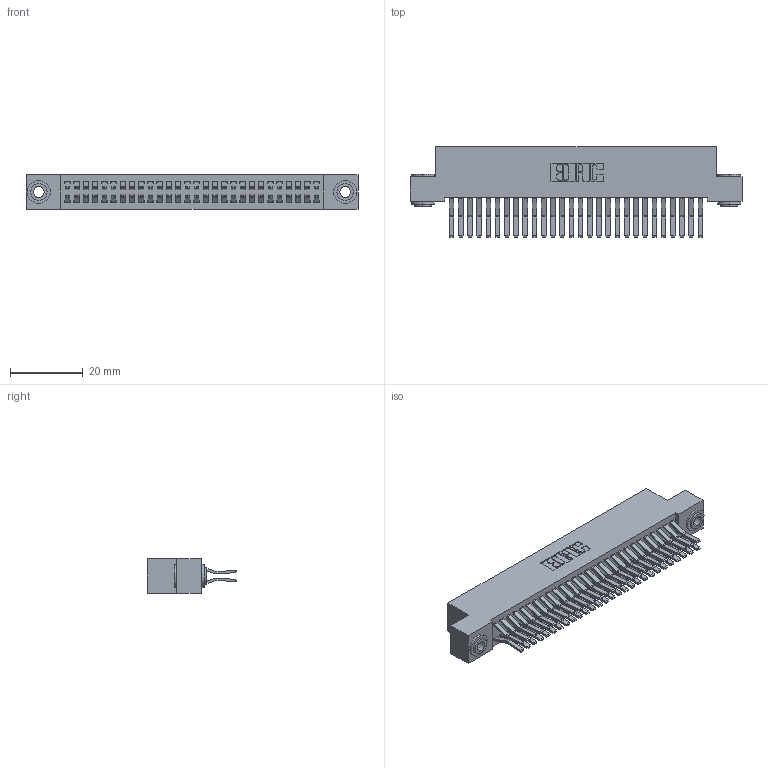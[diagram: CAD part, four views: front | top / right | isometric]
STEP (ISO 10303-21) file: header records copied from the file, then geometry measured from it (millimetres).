
FILE_DESCRIPTION (( 'STEP AP203' ), '1' );
FILE_NAME ('342-056-560-203.STEP', '2019-10-03T11:49:51', ( '' ), ( '' ), 'SwSTEP 2.0', 'SolidWorks 2016', '' );
FILE_SCHEMA (( 'CONFIG_CONTROL_DESIGN' ));
Length unit declared in the file: inch
Products named in the file (4): 342 Part_.156 TH; 345-292-001_560 Tail; 342-250-002_345-250-002-102; 342-056-560-203
Assembly tree (59 placements, depth 2):
  342-056-560-203
    342 Part_.156 TH
    345-292-001_560 Tail  x56
    342-250-002_345-250-002-102  x2
Bounding box: 91.44 x 24.78 x 9.4 mm (x, y, z)
Volume: 8540.1 mm3; surface area: 14651.8 mm2
Topology: 59 solids, 59 shells, 3172 faces, 9391 edges, 6182 vertices
Faces by surface type: plane 2092, cylinder 1072, cone 8
Entity records: 20430 total; most frequent: CARTESIAN_POINT 3377, ORIENTED_EDGE 3306, DIRECTION 2947, EDGE_CURVE 1653, LINE 1497, VECTOR 1497, VERTEX_POINT 1098, AXIS2_PLACEMENT_3D 725
